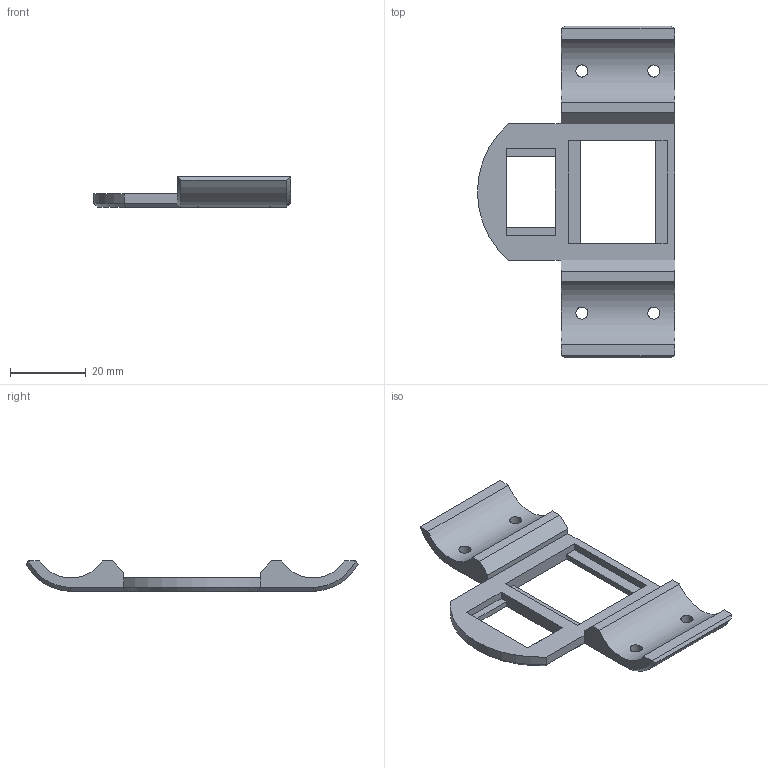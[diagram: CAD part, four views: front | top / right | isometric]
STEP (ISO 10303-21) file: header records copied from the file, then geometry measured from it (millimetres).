
FILE_DESCRIPTION(('FreeCAD Model'),'2;1');
FILE_NAME('Open CASCADE Shape Model','2022-02-28T09:29:39',('Author'),( ''),'Open CASCADE STEP processor 7.5','FreeCAD','Unknown');
FILE_SCHEMA(('AUTOMOTIVE_DESIGN { 1 0 10303 214 1 1 1 1 }'));
Length unit declared in the file: millimetre
Products named in the file (1): IEC.power.plate.M
Bounding box: 52.13 x 87.78 x 8 mm (x, y, z)
Volume: 10356.6 mm3; surface area: 7050.7 mm2
Topology: 1 solids, 1 shells, 52 faces, 152 edges, 98 vertices
Faces by surface type: plane 38, cylinder 9, cone 5
Full cylindrical faces by diameter (mm): 3.2 x4
Entity records: 4716 total; most frequent: CARTESIAN_POINT 1851, DIRECTION 466, ORIENTED_EDGE 304, PCURVE 304, DEFINITIONAL_REPRESENTATION 304, LINE 301, VECTOR 301, EDGE_CURVE 152
